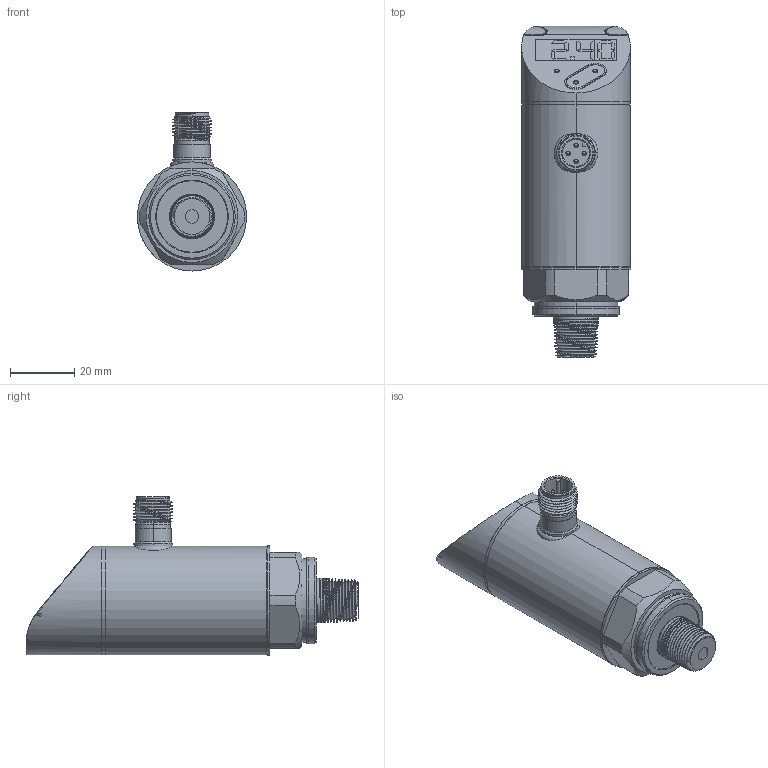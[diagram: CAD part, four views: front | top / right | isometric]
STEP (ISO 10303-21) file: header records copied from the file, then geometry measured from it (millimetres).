
FILE_DESCRIPTION (( 'STEP AP214' ), '1' );
FILE_NAME ('EPS25-V1450-1001.step', '2016-08-22T19:18:41', ( '' ), ( '' ), 'SwSTEP 2.0', 'SolidWorks 2016', '' );
FILE_SCHEMA (( 'AUTOMOTIVE_DESIGN' ));
Length unit declared in the file: millimetre
Products named in the file (1): EPS25-V1450-1001
Bounding box: 34.1 x 103.7 x 49.4 mm (x, y, z)
Volume: 74958.6 mm3; surface area: 21365.4 mm2
Topology: 11 solids, 11 shells, 370 faces, 899 edges, 584 vertices
Faces by surface type: plane 207, cylinder 84, torus 42, cone 22, bspline 15
Entity records: 25415 total; most frequent: CARTESIAN_POINT 13013, ORIENTED_EDGE 1794, DIRECTION 1725, EDGE_CURVE 897, AXIS2_PLACEMENT_3D 610, VERTEX_POINT 584, VECTOR 505, LINE 505
